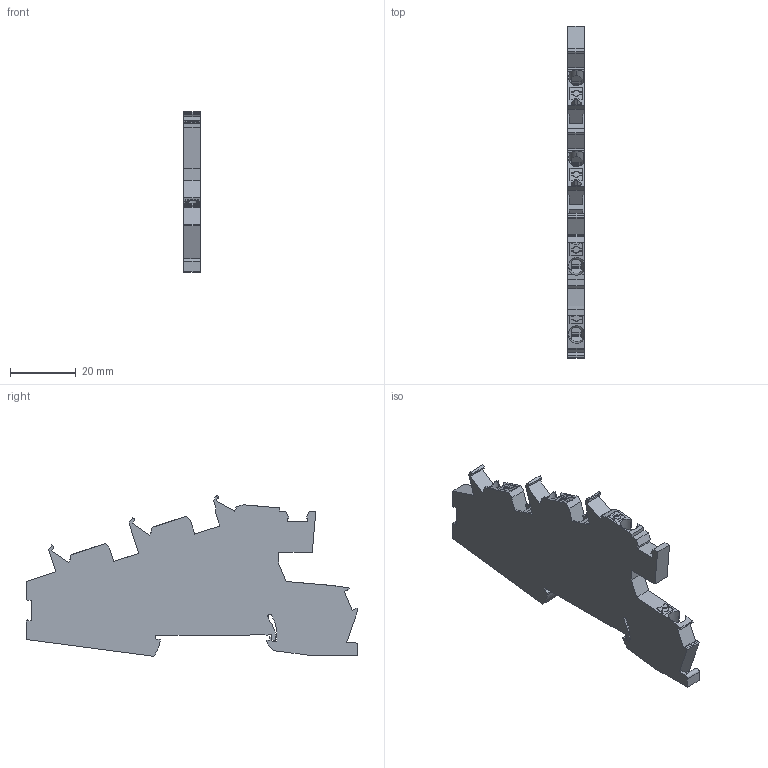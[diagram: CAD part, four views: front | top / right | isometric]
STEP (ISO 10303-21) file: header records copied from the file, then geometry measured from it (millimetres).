
FILE_DESCRIPTION(('STEP AP214'),'1');
FILE_NAME('cctmp_CA81BB95-26D9-4D55-B02F-8753DB0AAC6F_2023_07_24_09_08_37_0962..stp','2023-07-24T07:08:38',('SIEMENS A&D'),('CADClick - www.CADClick.com'),'Spatial InterOp 3D postprocessed',' ','unknown authorization');
FILE_SCHEMA(('AUTOMOTIVE_DESIGN'));
Length unit declared in the file: millimetre
Products named in the file (1): 2023_07_24_09_08_37_0953
Bounding box: 5.15 x 100.9 x 48.82 mm (x, y, z)
Volume: 14267.6 mm3; surface area: 9801.9 mm2
Topology: 1 solids, 1 shells, 334 faces, 962 edges, 636 vertices
Faces by surface type: plane 254, cylinder 58, extrusion 10, torus 8, cone 4
Entity records: 13686 total; most frequent: CARTESIAN_POINT 3877, ORIENTED_EDGE 1924, DIRECTION 1690, EDGE_CURVE 962, VECTOR 784, LINE 774, VERTEX_POINT 636, AXIS2_PLACEMENT_3D 453
